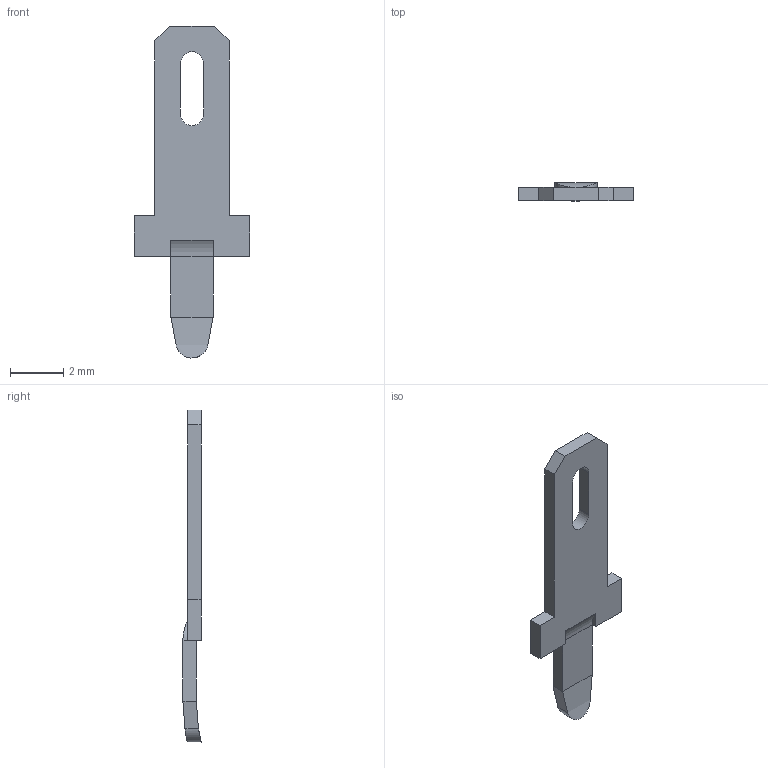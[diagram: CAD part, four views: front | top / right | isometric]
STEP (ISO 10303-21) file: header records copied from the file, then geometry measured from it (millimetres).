
FILE_DESCRIPTION((''),'2;1');
FILE_NAME('TYCO_735187-2.stp','2008-10-13T17:09:04',(''),(''),'Mechanical Desktop 2006','Mechanical Desktop 2006',', , ');
FILE_SCHEMA(('AUTOMOTIVE_DESIGN { 1 2 10303 214 0 1 1 1 }'));
Length unit declared in the file: millimetre
Products named in the file (1): TYCO_735187-2
Bounding box: 4.32 x 0.68 x 12.44 mm (x, y, z)
Volume: 14.8 mm3; surface area: 78.6 mm2
Topology: 1 solids, 1 shells, 32 faces, 78 edges, 49 vertices
Faces by surface type: plane 23, cylinder 9
Entity records: 1018 total; most frequent: CARTESIAN_POINT 225, ORIENTED_EDGE 154, DIRECTION 144, EDGE_CURVE 77, VECTOR 62, LINE 62, VERTEX_POINT 47, AXIS2_PLACEMENT_3D 41
